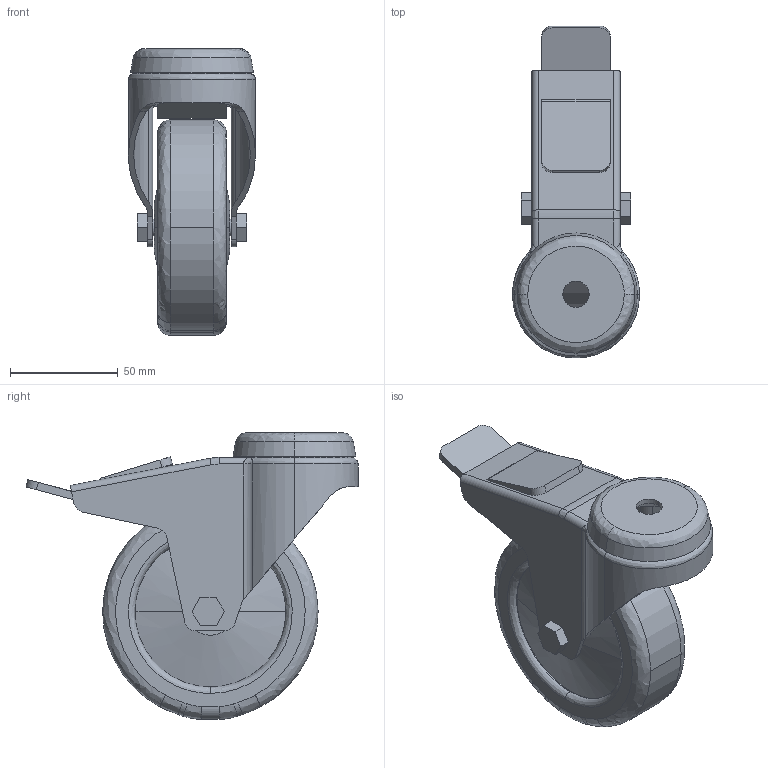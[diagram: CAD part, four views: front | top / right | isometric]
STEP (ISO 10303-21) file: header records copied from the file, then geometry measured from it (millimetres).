
FILE_DESCRIPTION (( 'STEP AP214' ), '1' );
FILE_NAME ('7420037', '2019-02-04T12:26:14', ( '' ), ('JUGARD+KÜNSTNER GmbH'), 'SwSTEP 2.0', 'SolidWorks 2017', '' );
FILE_SCHEMA (( 'AUTOMOTIVE_DESIGN' ));
Length unit declared in the file: millimetre
Products named in the file (1): 7420037_CNAJF00
Bounding box: 59 x 154.06 x 133 mm (x, y, z)
Volume: 292984 mm3; surface area: 68479.3 mm2
Topology: 1 solids, 1 shells, 164 faces, 420 edges, 266 vertices
Faces by surface type: cylinder 57, plane 57, bspline 42, cone 8
Entity records: 8313 total; most frequent: CARTESIAN_POINT 2757, ORIENTED_EDGE 832, DIRECTION 708, EDGE_CURVE 416, VERTEX_POINT 266, AXIS2_PLACEMENT_3D 257, LINE 194, VECTOR 194
